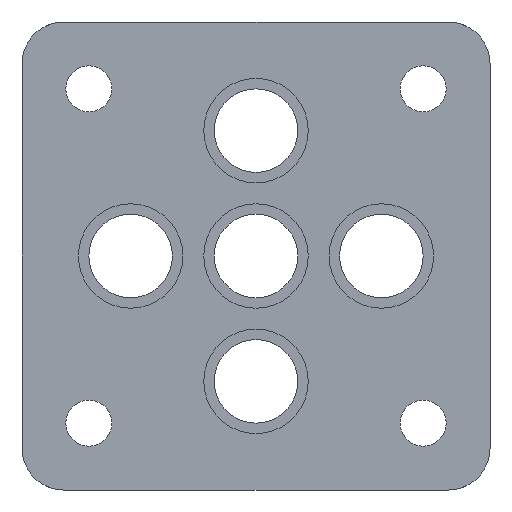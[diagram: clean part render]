
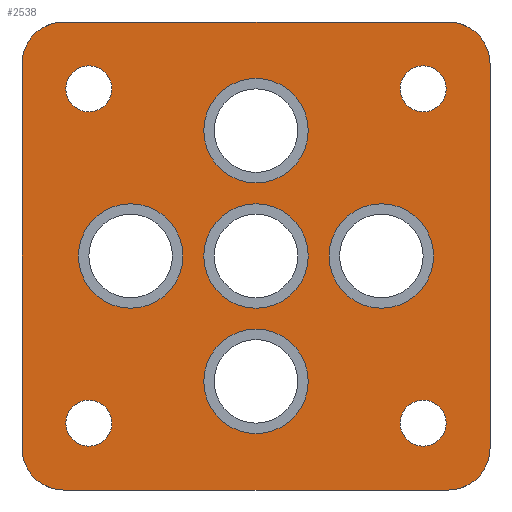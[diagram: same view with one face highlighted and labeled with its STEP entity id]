
A CAD part, front view. The second image highlights one B-rep face of the part: STEP entity #2538.
In plain terms, the highlighted planar face has unit normal (0, -1, 0).
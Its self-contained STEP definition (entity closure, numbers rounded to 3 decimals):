
#571=CARTESIAN_POINT('',(-8.,-3.8,-8.));
#572=DIRECTION('',(0.,1.,0.));
#573=DIRECTION('',(0.,0.,-1.));
#574=AXIS2_PLACEMENT_3D('',#571,#572,#573);
#576=CARTESIAN_POINT('',(-8.,-3.8,-8.));
#577=DIRECTION('',(0.,1.,0.));
#578=DIRECTION('',(0.,0.,1.));
#579=AXIS2_PLACEMENT_3D('',#576,#577,#578);
#581=CARTESIAN_POINT('',(8.,-3.8,-8.));
#582=DIRECTION('',(0.,1.,0.));
#583=DIRECTION('',(0.,0.,-1.));
#584=AXIS2_PLACEMENT_3D('',#581,#582,#583);
#586=CARTESIAN_POINT('',(8.,-3.8,-8.));
#587=DIRECTION('',(0.,1.,0.));
#588=DIRECTION('',(0.,0.,1.));
#589=AXIS2_PLACEMENT_3D('',#586,#587,#588);
#591=CARTESIAN_POINT('',(-8.,-3.8,8.));
#592=DIRECTION('',(0.,-1.,0.));
#593=DIRECTION('',(0.,0.,1.));
#594=AXIS2_PLACEMENT_3D('',#591,#592,#593);
#596=CARTESIAN_POINT('',(-8.,-3.8,8.));
#597=DIRECTION('',(0.,-1.,0.));
#598=DIRECTION('',(0.,0.,-1.));
#599=AXIS2_PLACEMENT_3D('',#596,#597,#598);
#601=CARTESIAN_POINT('',(8.,-3.8,8.));
#602=DIRECTION('',(0.,-1.,0.));
#603=DIRECTION('',(0.,0.,1.));
#604=AXIS2_PLACEMENT_3D('',#601,#602,#603);
#606=CARTESIAN_POINT('',(8.,-3.8,8.));
#607=DIRECTION('',(0.,-1.,0.));
#608=DIRECTION('',(0.,0.,-1.));
#609=AXIS2_PLACEMENT_3D('',#606,#607,#608);
#611=CARTESIAN_POINT('',(0.,-3.8,6.));
#612=DIRECTION('',(0.,-1.,0.));
#613=DIRECTION('',(1.,0.,0.));
#614=AXIS2_PLACEMENT_3D('',#611,#612,#613);
#616=CARTESIAN_POINT('',(0.,-3.8,6.));
#617=DIRECTION('',(0.,-1.,0.));
#618=DIRECTION('',(-1.,0.,0.));
#619=AXIS2_PLACEMENT_3D('',#616,#617,#618);
#621=CARTESIAN_POINT('',(6.,-3.8,0.));
#622=DIRECTION('',(0.,-1.,0.));
#623=DIRECTION('',(1.,0.,0.));
#624=AXIS2_PLACEMENT_3D('',#621,#622,#623);
#626=CARTESIAN_POINT('',(6.,-3.8,0.));
#627=DIRECTION('',(0.,-1.,0.));
#628=DIRECTION('',(-1.,0.,0.));
#629=AXIS2_PLACEMENT_3D('',#626,#627,#628);
#631=CARTESIAN_POINT('',(0.,-3.8,-6.));
#632=DIRECTION('',(0.,-1.,0.));
#633=DIRECTION('',(1.,0.,0.));
#634=AXIS2_PLACEMENT_3D('',#631,#632,#633);
#636=CARTESIAN_POINT('',(0.,-3.8,-6.));
#637=DIRECTION('',(0.,-1.,0.));
#638=DIRECTION('',(-1.,0.,0.));
#639=AXIS2_PLACEMENT_3D('',#636,#637,#638);
#641=CARTESIAN_POINT('',(-6.,-3.8,0.));
#642=DIRECTION('',(0.,-1.,0.));
#643=DIRECTION('',(1.,0.,0.));
#644=AXIS2_PLACEMENT_3D('',#641,#642,#643);
#646=CARTESIAN_POINT('',(-6.,-3.8,0.));
#647=DIRECTION('',(0.,-1.,0.));
#648=DIRECTION('',(-1.,0.,0.));
#649=AXIS2_PLACEMENT_3D('',#646,#647,#648);
#651=CARTESIAN_POINT('',(0.,-3.8,0.));
#652=DIRECTION('',(0.,-1.,0.));
#653=DIRECTION('',(1.,0.,0.));
#654=AXIS2_PLACEMENT_3D('',#651,#652,#653);
#656=CARTESIAN_POINT('',(0.,-3.8,0.));
#657=DIRECTION('',(0.,-1.,0.));
#658=DIRECTION('',(-1.,0.,0.));
#659=AXIS2_PLACEMENT_3D('',#656,#657,#658);
#661=CARTESIAN_POINT('',(9.2,-3.8,-9.2));
#662=DIRECTION('',(0.,-1.,0.));
#663=DIRECTION('',(0.,0.,-1.));
#664=AXIS2_PLACEMENT_3D('',#661,#662,#663);
#666=DIRECTION('',(-1.,0.,0.));
#667=VECTOR('',#666,18.4);
#668=CARTESIAN_POINT('',(9.2,-3.8,-11.2));
#669=LINE('',#668,#667);
#670=CARTESIAN_POINT('',(-9.2,-3.8,-9.2));
#671=DIRECTION('',(0.,-1.,0.));
#672=DIRECTION('',(-1.,0.,0.));
#673=AXIS2_PLACEMENT_3D('',#670,#671,#672);
#675=DIRECTION('',(0.,0.,1.));
#676=VECTOR('',#675,18.4);
#677=CARTESIAN_POINT('',(-11.2,-3.8,-9.2));
#678=LINE('',#677,#676);
#679=CARTESIAN_POINT('',(-9.2,-3.8,9.2));
#680=DIRECTION('',(0.,-1.,0.));
#681=DIRECTION('',(0.,0.,1.));
#682=AXIS2_PLACEMENT_3D('',#679,#680,#681);
#684=DIRECTION('',(1.,0.,0.));
#685=VECTOR('',#684,18.4);
#686=CARTESIAN_POINT('',(-9.2,-3.8,11.2));
#687=LINE('',#686,#685);
#688=CARTESIAN_POINT('',(9.2,-3.8,9.2));
#689=DIRECTION('',(0.,-1.,0.));
#690=DIRECTION('',(1.,0.,0.));
#691=AXIS2_PLACEMENT_3D('',#688,#689,#690);
#693=DIRECTION('',(0.,0.,-1.));
#694=VECTOR('',#693,18.4);
#695=CARTESIAN_POINT('',(11.2,-3.8,9.2));
#696=LINE('',#695,#694);
#1442=CARTESIAN_POINT('',(-8.,-3.8,-9.1));
#1443=VERTEX_POINT('',#1442);
#1444=CARTESIAN_POINT('',(-8.,-3.8,-6.9));
#1445=VERTEX_POINT('',#1444);
#1454=CARTESIAN_POINT('',(8.,-3.8,-9.1));
#1455=CARTESIAN_POINT('',(8.,-3.8,-6.9));
#1456=VERTEX_POINT('',#1454);
#1457=VERTEX_POINT('',#1455);
#1518=CARTESIAN_POINT('',(-8.,-3.8,9.1));
#1519=CARTESIAN_POINT('',(-8.,-3.8,6.9));
#1520=VERTEX_POINT('',#1518);
#1521=VERTEX_POINT('',#1519);
#1526=CARTESIAN_POINT('',(8.,-3.8,9.1));
#1527=CARTESIAN_POINT('',(8.,-3.8,6.9));
#1528=VERTEX_POINT('',#1526);
#1529=VERTEX_POINT('',#1527);
#1590=CARTESIAN_POINT('',(2.5,-3.8,6.));
#1591=CARTESIAN_POINT('',(-2.5,-3.8,6.));
#1592=VERTEX_POINT('',#1590);
#1593=VERTEX_POINT('',#1591);
#1606=CARTESIAN_POINT('',(8.5,-3.8,0.));
#1607=CARTESIAN_POINT('',(3.5,-3.8,0.));
#1608=VERTEX_POINT('',#1606);
#1609=VERTEX_POINT('',#1607);
#1622=CARTESIAN_POINT('',(2.5,-3.8,-6.));
#1623=CARTESIAN_POINT('',(-2.5,-3.8,-6.));
#1624=VERTEX_POINT('',#1622);
#1625=VERTEX_POINT('',#1623);
#1638=CARTESIAN_POINT('',(-3.5,-3.8,0.));
#1639=CARTESIAN_POINT('',(-8.5,-3.8,0.));
#1640=VERTEX_POINT('',#1638);
#1641=VERTEX_POINT('',#1639);
#1654=CARTESIAN_POINT('',(2.5,-3.8,0.));
#1655=CARTESIAN_POINT('',(-2.5,-3.8,0.));
#1656=VERTEX_POINT('',#1654);
#1657=VERTEX_POINT('',#1655);
#1690=CARTESIAN_POINT('',(9.2,-3.8,-11.2));
#1691=CARTESIAN_POINT('',(11.2,-3.8,-9.2));
#1692=VERTEX_POINT('',#1690);
#1693=VERTEX_POINT('',#1691);
#1706=CARTESIAN_POINT('',(-11.2,-3.8,-9.2));
#1707=CARTESIAN_POINT('',(-9.2,-3.8,-11.2));
#1708=VERTEX_POINT('',#1706);
#1709=VERTEX_POINT('',#1707);
#1722=CARTESIAN_POINT('',(-9.2,-3.8,11.2));
#1723=CARTESIAN_POINT('',(-11.2,-3.8,9.2));
#1724=VERTEX_POINT('',#1722);
#1725=VERTEX_POINT('',#1723);
#1738=CARTESIAN_POINT('',(11.2,-3.8,9.2));
#1739=CARTESIAN_POINT('',(9.2,-3.8,11.2));
#1740=VERTEX_POINT('',#1738);
#1741=VERTEX_POINT('',#1739);
#2466=CARTESIAN_POINT('',(0.,-3.8,0.));
#2467=DIRECTION('',(0.,1.,0.));
#2468=DIRECTION('',(1.,0.,0.));
#2469=AXIS2_PLACEMENT_3D('',#2466,#2467,#2468);
#2470=PLANE('',#2469);
#2472=ORIENTED_EDGE('',*,*,#2471,.F.);
#2474=ORIENTED_EDGE('',*,*,#2473,.T.);
#2475=ORIENTED_EDGE('',*,*,#2083,.F.);
#2476=ORIENTED_EDGE('',*,*,#2113,.T.);
#2478=ORIENTED_EDGE('',*,*,#2477,.F.);
#2480=ORIENTED_EDGE('',*,*,#2479,.T.);
#2482=ORIENTED_EDGE('',*,*,#2481,.F.);
#2484=ORIENTED_EDGE('',*,*,#2483,.T.);
#2485=EDGE_LOOP('',(#2472,#2474,#2475,#2476,#2478,#2480,#2482,#2484));
#2486=FACE_OUTER_BOUND('',#2485,.F.);
#2487=ORIENTED_EDGE('',*,*,#1994,.F.);
#2488=ORIENTED_EDGE('',*,*,#2046,.F.);
#2489=EDGE_LOOP('',(#2487,#2488));
#2490=FACE_BOUND('',#2489,.F.);
#2492=ORIENTED_EDGE('',*,*,#2491,.F.);
#2494=ORIENTED_EDGE('',*,*,#2493,.F.);
#2495=EDGE_LOOP('',(#2492,#2494));
#2496=FACE_BOUND('',#2495,.F.);
#2498=ORIENTED_EDGE('',*,*,#2497,.T.);
#2500=ORIENTED_EDGE('',*,*,#2499,.T.);
#2501=EDGE_LOOP('',(#2498,#2500));
#2502=FACE_BOUND('',#2501,.F.);
#2504=ORIENTED_EDGE('',*,*,#2503,.T.);
#2506=ORIENTED_EDGE('',*,*,#2505,.T.);
#2507=EDGE_LOOP('',(#2504,#2506));
#2508=FACE_BOUND('',#2507,.F.);
#2510=ORIENTED_EDGE('',*,*,#2509,.T.);
#2512=ORIENTED_EDGE('',*,*,#2511,.T.);
#2513=EDGE_LOOP('',(#2510,#2512));
#2514=FACE_BOUND('',#2513,.F.);
#2515=ORIENTED_EDGE('',*,*,#2456,.T.);
#2517=ORIENTED_EDGE('',*,*,#2516,.T.);
#2518=EDGE_LOOP('',(#2515,#2517));
#2519=FACE_BOUND('',#2518,.F.);
#2521=ORIENTED_EDGE('',*,*,#2520,.T.);
#2523=ORIENTED_EDGE('',*,*,#2522,.T.);
#2524=EDGE_LOOP('',(#2521,#2523));
#2525=FACE_BOUND('',#2524,.F.);
#2527=ORIENTED_EDGE('',*,*,#2526,.T.);
#2529=ORIENTED_EDGE('',*,*,#2528,.T.);
#2530=EDGE_LOOP('',(#2527,#2529));
#2531=FACE_BOUND('',#2530,.F.);
#2533=ORIENTED_EDGE('',*,*,#2532,.T.);
#2535=ORIENTED_EDGE('',*,*,#2534,.T.);
#2536=EDGE_LOOP('',(#2533,#2535));
#2537=FACE_BOUND('',#2536,.F.);
#2538=ADVANCED_FACE('',(#2486,#2490,#2496,#2502,#2508,#2514,#2519,#2525,#2531,
#2537),#2470,.F.);
#575=CIRCLE('',#574,1.1);
#580=CIRCLE('',#579,1.1);
#585=CIRCLE('',#584,1.1);
#590=CIRCLE('',#589,1.1);
#595=CIRCLE('',#594,1.1);
#600=CIRCLE('',#599,1.1);
#605=CIRCLE('',#604,1.1);
#610=CIRCLE('',#609,1.1);
#615=CIRCLE('',#614,2.5);
#620=CIRCLE('',#619,2.5);
#625=CIRCLE('',#624,2.5);
#630=CIRCLE('',#629,2.5);
#635=CIRCLE('',#634,2.5);
#640=CIRCLE('',#639,2.5);
#645=CIRCLE('',#644,2.5);
#650=CIRCLE('',#649,2.5);
#655=CIRCLE('',#654,2.5);
#660=CIRCLE('',#659,2.5);
#665=CIRCLE('',#664,2.);
#674=CIRCLE('',#673,2.);
#683=CIRCLE('',#682,2.);
#692=CIRCLE('',#691,2.);
#1994=EDGE_CURVE('',#1443,#1445,#575,.T.);
#2046=EDGE_CURVE('',#1445,#1443,#580,.T.);
#2083=EDGE_CURVE('',#1708,#1709,#674,.T.);
#2113=EDGE_CURVE('',#1708,#1725,#678,.T.);
#2456=EDGE_CURVE('',#1608,#1609,#625,.T.);
#2471=EDGE_CURVE('',#1692,#1693,#665,.T.);
#2473=EDGE_CURVE('',#1692,#1709,#669,.T.);
#2477=EDGE_CURVE('',#1724,#1725,#683,.T.);
#2479=EDGE_CURVE('',#1724,#1741,#687,.T.);
#2481=EDGE_CURVE('',#1740,#1741,#692,.T.);
#2483=EDGE_CURVE('',#1740,#1693,#696,.T.);
#2491=EDGE_CURVE('',#1456,#1457,#585,.T.);
#2493=EDGE_CURVE('',#1457,#1456,#590,.T.);
#2497=EDGE_CURVE('',#1520,#1521,#595,.T.);
#2499=EDGE_CURVE('',#1521,#1520,#600,.T.);
#2503=EDGE_CURVE('',#1528,#1529,#605,.T.);
#2505=EDGE_CURVE('',#1529,#1528,#610,.T.);
#2509=EDGE_CURVE('',#1592,#1593,#615,.T.);
#2511=EDGE_CURVE('',#1593,#1592,#620,.T.);
#2516=EDGE_CURVE('',#1609,#1608,#630,.T.);
#2520=EDGE_CURVE('',#1624,#1625,#635,.T.);
#2522=EDGE_CURVE('',#1625,#1624,#640,.T.);
#2526=EDGE_CURVE('',#1640,#1641,#645,.T.);
#2528=EDGE_CURVE('',#1641,#1640,#650,.T.);
#2532=EDGE_CURVE('',#1656,#1657,#655,.T.);
#2534=EDGE_CURVE('',#1657,#1656,#660,.T.);
